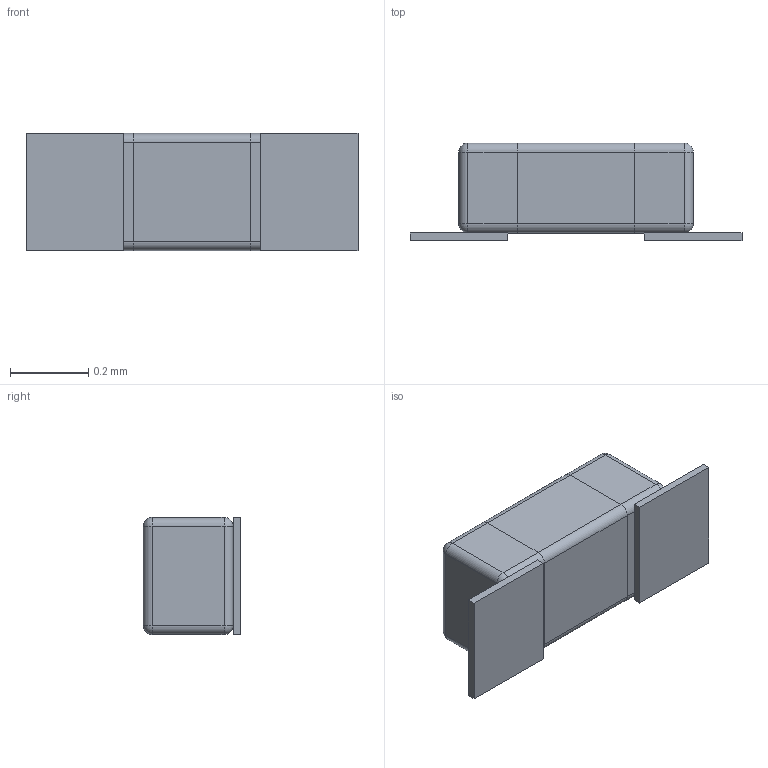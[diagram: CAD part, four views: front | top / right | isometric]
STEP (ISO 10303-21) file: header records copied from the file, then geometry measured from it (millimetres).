
FILE_DESCRIPTION (( 'STEP AP214' ), '1' );
FILE_NAME ('SW3dPS-Chip Resistor.STEP', '2009-10-26T09:21:33', ( 'sysAdmin' ), ( 'SolidWorks' ), 'SwSTEP 2.0', 'SolidWorks 2009', '' );
FILE_SCHEMA (( 'AUTOMOTIVE_DESIGN' ));
Length unit declared in the file: millimetre
Products named in the file (1): SW3dPS-Chip Resistor
Bounding box: 0.85 x 0.25 x 0.3 mm (x, y, z)
Volume: 0 mm3; surface area: 1.3 mm2
Topology: 5 solids, 5 shells, 58 faces, 128 edges, 72 vertices
Faces by surface type: plane 30, cylinder 20, sphere 8
Entity records: 2110 total; most frequent: DIRECTION 278, CARTESIAN_POINT 251, ORIENTED_EDGE 240, EDGE_CURVE 120, AXIS2_PLACEMENT_3D 99, VECTOR 80, LINE 80, VERTEX_POINT 72
